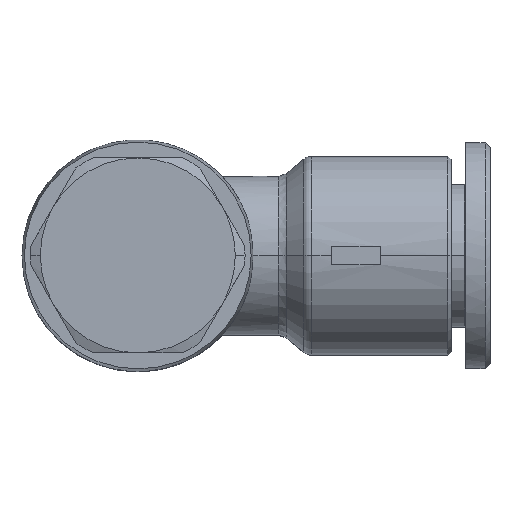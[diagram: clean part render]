
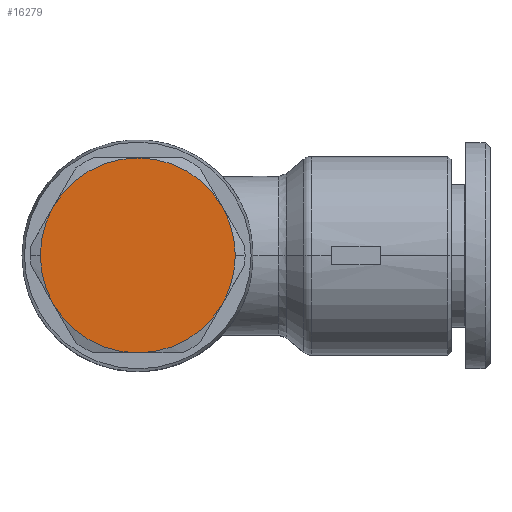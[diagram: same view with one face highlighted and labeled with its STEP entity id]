
A CAD part, top view. The second image highlights one B-rep face of the part: STEP entity #16279.
In plain terms, the highlighted planar face has unit normal (0, 0, 1).
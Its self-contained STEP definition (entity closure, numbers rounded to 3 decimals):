
#1276=CARTESIAN_POINT('',(-3.1,0.,11.3));
#1277=VERTEX_POINT('',#1276);
#1285=CARTESIAN_POINT('',(-2.028,-4.,11.3));
#1286=VERTEX_POINT('',#1285);
#1300=CARTESIAN_POINT('',(4.9,0.,11.3));
#1301=DIRECTION('',(0.0,0.0,1.0));
#1302=DIRECTION('',(1.0,0.0,0.0));
#1303=AXIS2_PLACEMENT_3D('',#1300,#1301,#1302);
#1304=CIRCLE('',#1303,8.);
#1305=EDGE_CURVE('',#1277,#1286,#1304,.T.);
#1315=CARTESIAN_POINT('',(12.9,0.,11.3));
#1316=VERTEX_POINT('',#1315);
#1323=CARTESIAN_POINT('',(11.828,-4.,11.3));
#1324=VERTEX_POINT('',#1323);
#1325=CARTESIAN_POINT('',(4.9,0.,11.3));
#1326=DIRECTION('',(0.0,0.0,1.0));
#1327=DIRECTION('',(1.0,0.0,0.0));
#1328=AXIS2_PLACEMENT_3D('',#1325,#1326,#1327);
#1329=CIRCLE('',#1328,8.);
#1330=EDGE_CURVE('',#1324,#1316,#1329,.T.);
#15673=CARTESIAN_POINT('',(11.828,4.,11.3));
#15674=VERTEX_POINT('',#15673);
#15697=CARTESIAN_POINT('',(4.9,8.0,11.3));
#15698=VERTEX_POINT('',#15697);
#15712=CARTESIAN_POINT('',(4.9,0.,11.3));
#15713=DIRECTION('',(0.0,0.0,1.0));
#15714=DIRECTION('',(1.0,0.0,0.0));
#15715=AXIS2_PLACEMENT_3D('',#15712,#15713,#15714);
#15716=CIRCLE('',#15715,8.);
#15717=EDGE_CURVE('',#15674,#15698,#15716,.T.);
#15750=CARTESIAN_POINT('',(4.9,0.,11.3));
#15751=DIRECTION('',(0.0,0.0,1.0));
#15752=DIRECTION('',(1.0,0.0,0.0));
#15753=AXIS2_PLACEMENT_3D('',#15750,#15751,#15752);
#15754=CIRCLE('',#15753,8.);
#15755=EDGE_CURVE('',#1316,#15674,#15754,.T.);
#15767=CARTESIAN_POINT('',(4.9,-8.,11.3));
#15768=VERTEX_POINT('',#15767);
#15804=CARTESIAN_POINT('',(4.9,0.,11.3));
#15805=DIRECTION('',(0.0,0.0,1.0));
#15806=DIRECTION('',(1.0,0.0,0.0));
#15807=AXIS2_PLACEMENT_3D('',#15804,#15805,#15806);
#15808=CIRCLE('',#15807,8.);
#15809=EDGE_CURVE('',#15768,#1324,#15808,.T.);
#15834=CARTESIAN_POINT('',(4.9,0.,11.3));
#15835=DIRECTION('',(0.0,0.0,1.0));
#15836=DIRECTION('',(1.0,0.0,0.0));
#15837=AXIS2_PLACEMENT_3D('',#15834,#15835,#15836);
#15838=CIRCLE('',#15837,8.);
#15839=EDGE_CURVE('',#1286,#15768,#15838,.T.);
#15872=CARTESIAN_POINT('',(-2.028,4.,11.3));
#15873=VERTEX_POINT('',#15872);
#15874=CARTESIAN_POINT('',(4.9,0.,11.3));
#15875=DIRECTION('',(0.0,0.0,1.0));
#15876=DIRECTION('',(1.0,0.0,0.0));
#15877=AXIS2_PLACEMENT_3D('',#15874,#15875,#15876);
#15878=CIRCLE('',#15877,8.);
#15879=EDGE_CURVE('',#15873,#1277,#15878,.T.);
#15926=CARTESIAN_POINT('',(4.9,0.,11.3));
#15927=DIRECTION('',(0.0,0.0,1.0));
#15928=DIRECTION('',(1.0,0.0,0.0));
#15929=AXIS2_PLACEMENT_3D('',#15926,#15927,#15928);
#15930=CIRCLE('',#15929,8.);
#15931=EDGE_CURVE('',#15698,#15873,#15930,.T.);
#16264=CARTESIAN_POINT('',(9.65,0.,11.3));
#16265=DIRECTION('',(0.0,0.0,1.0));
#16266=DIRECTION('',(-1.0,0.0,0.0));
#16267=AXIS2_PLACEMENT_3D('',#16264,#16265,#16266);
#16268=PLANE('',#16267);
#16269=ORIENTED_EDGE('',*,*,#15931,.T.);
#16270=ORIENTED_EDGE('',*,*,#15879,.T.);
#16271=ORIENTED_EDGE('',*,*,#1305,.T.);
#16272=ORIENTED_EDGE('',*,*,#15839,.T.);
#16273=ORIENTED_EDGE('',*,*,#15809,.T.);
#16274=ORIENTED_EDGE('',*,*,#1330,.T.);
#16275=ORIENTED_EDGE('',*,*,#15755,.T.);
#16276=ORIENTED_EDGE('',*,*,#15717,.T.);
#16277=EDGE_LOOP('',(#16269,#16270,#16271,#16272,#16273,#16274,#16275,#16276));
#16278=FACE_OUTER_BOUND('',#16277,.T.);
#16279=ADVANCED_FACE('',(#16278),#16268,.T.);
